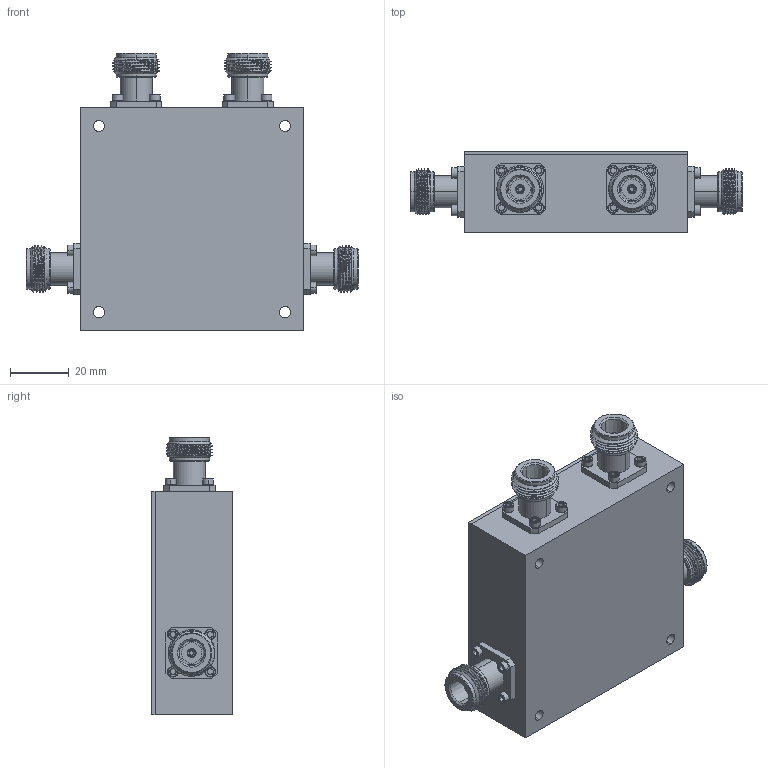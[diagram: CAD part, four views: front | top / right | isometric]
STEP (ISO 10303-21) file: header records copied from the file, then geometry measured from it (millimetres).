
FILE_DESCRIPTION (( 'STEP AP214' ), '1' );
FILE_NAME ('FMCP1016_3D.step', '2024-04-18T15:38:30', ( '' ), ( '' ), 'SwSTEP 2.0', 'SolidWorks 2022', '' );
FILE_SCHEMA (( 'AUTOMOTIVE_DESIGN' ));
Length unit declared in the file: inch
Products named in the file (1): FMCP1016_3D
Bounding box: 113.2 x 27.69 x 94.7 mm (x, y, z)
Volume: 168686.7 mm3; surface area: 28124.3 mm2
Topology: 1 solids, 1 shells, 1602 faces, 3998 edges, 2559 vertices
Faces by surface type: plane 768, cone 373, bspline 235, cylinder 226
Entity records: 73067 total; most frequent: CARTESIAN_POINT 37632, ORIENTED_EDGE 7996, DIRECTION 6270, EDGE_CURVE 3998, VERTEX_POINT 2559, AXIS2_PLACEMENT_3D 2162, LINE 1946, VECTOR 1946
